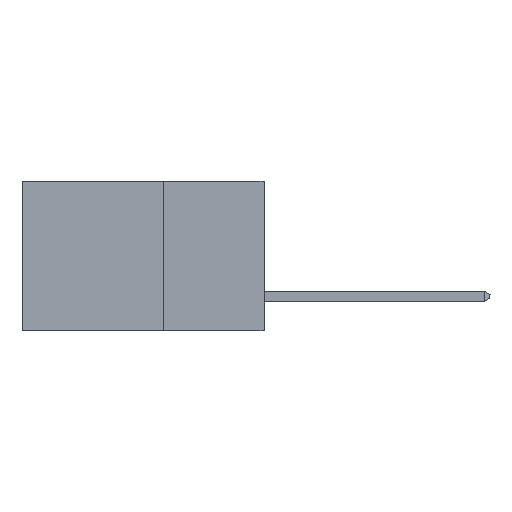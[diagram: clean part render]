
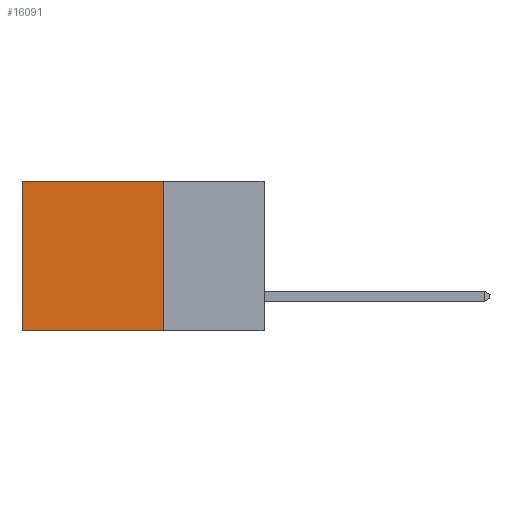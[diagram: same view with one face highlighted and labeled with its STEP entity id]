
A CAD part, left-side view. The second image highlights one B-rep face of the part: STEP entity #16091.
In plain terms, the highlighted planar face has unit normal (-1, 0, 0).
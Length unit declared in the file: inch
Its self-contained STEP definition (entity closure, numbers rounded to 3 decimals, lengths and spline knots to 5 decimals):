
#504 = CARTESIAN_POINT ( 'NONE',  ( 0.2615, 0.25, 0. ) ) ;
#908 = EDGE_CURVE ( 'NONE', #21621, #1527, #13936, .T. ) ;
#947 = VERTEX_POINT ( 'NONE', #1955 ) ;
#1527 = VERTEX_POINT ( 'NONE', #2576 ) ;
#1715 = EDGE_CURVE ( 'NONE', #1811, #947, #7095, .T. ) ;
#1811 = VERTEX_POINT ( 'NONE', #24884 ) ;
#1955 = CARTESIAN_POINT ( 'NONE',  ( 0.2615, 0.6, -0.37 ) ) ;
#2200 = VECTOR ( 'NONE', #7714, 39.37008 ) ;
#2576 = CARTESIAN_POINT ( 'NONE',  ( 0.2615, 0.6, 0. ) ) ;
#3949 = ORIENTED_EDGE ( 'NONE', *, *, #18170, .T. ) ;
#4277 = DIRECTION ( 'NONE',  ( 0., 0., -1. ) ) ;
#5948 = EDGE_CURVE ( 'NONE', #21621, #1811, #13442, .T. ) ;
#7095 = LINE ( 'NONE', #20591, #23364 ) ;
#7714 = DIRECTION ( 'NONE',  ( 0., 0., -1. ) ) ;
#7910 = CARTESIAN_POINT ( 'NONE',  ( 0.2615, 0.25, 0. ) ) ;
#8435 = PLANE ( 'NONE',  #8688 ) ;
#8688 = AXIS2_PLACEMENT_3D ( 'NONE', #18309, #12091, #4277 ) ;
#9733 = VECTOR ( 'NONE', #12365, 39.37008 ) ;
#10327 = DIRECTION ( 'NONE',  ( 0., 0., -1. ) ) ;
#10462 = CARTESIAN_POINT ( 'NONE',  ( 0.2615, 0.6, -0.37 ) ) ;
#12091 = DIRECTION ( 'NONE',  ( 1., 0., 0. ) ) ;
#12365 = DIRECTION ( 'NONE',  ( 0., 1., 0. ) ) ;
#13442 = LINE ( 'NONE', #21356, #2200 ) ;
#13540 = VECTOR ( 'NONE', #10327, 39.37008 ) ;
#13936 = LINE ( 'NONE', #504, #9733 ) ;
#14796 = EDGE_LOOP ( 'NONE', ( #3949, #21131, #17720, #20151 ) ) ;
#16091 = ADVANCED_FACE ( 'NONE', ( #22588 ), #8435, .F. ) ;
#17720 = ORIENTED_EDGE ( 'NONE', *, *, #5948, .F. ) ;
#18170 = EDGE_CURVE ( 'NONE', #1527, #947, #22265, .T. ) ;
#18309 = CARTESIAN_POINT ( 'NONE',  ( 0.2615, 0.25, -0.37 ) ) ;
#18642 = DIRECTION ( 'NONE',  ( 0., 1., 0. ) ) ;
#20151 = ORIENTED_EDGE ( 'NONE', *, *, #908, .T. ) ;
#20591 = CARTESIAN_POINT ( 'NONE',  ( 0.2615, 0.25, -0.37 ) ) ;
#21131 = ORIENTED_EDGE ( 'NONE', *, *, #1715, .F. ) ;
#21356 = CARTESIAN_POINT ( 'NONE',  ( 0.2615, 0.25, -0.37 ) ) ;
#21621 = VERTEX_POINT ( 'NONE', #7910 ) ;
#22265 = LINE ( 'NONE', #10462, #13540 ) ;
#22588 = FACE_OUTER_BOUND ( 'NONE', #14796, .T. ) ;
#23364 = VECTOR ( 'NONE', #18642, 39.37008 ) ;
#24884 = CARTESIAN_POINT ( 'NONE',  ( 0.2615, 0.25, -0.37 ) ) ;
